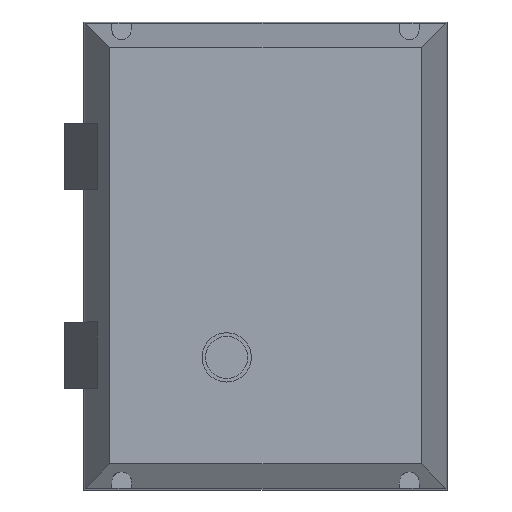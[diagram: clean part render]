
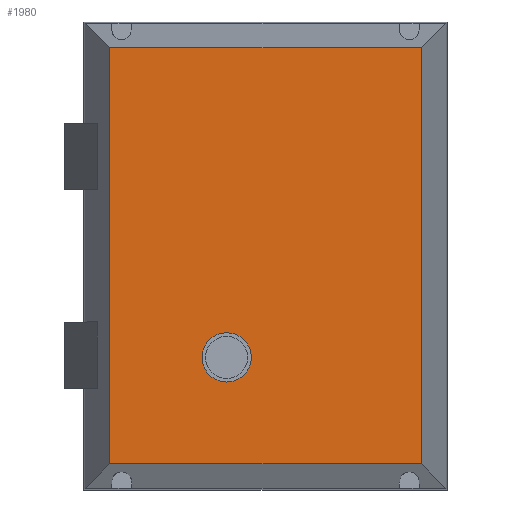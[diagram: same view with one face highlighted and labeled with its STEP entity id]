
A CAD part, top view. The second image highlights one B-rep face of the part: STEP entity #1980.
In plain terms, the highlighted planar face has unit normal (0, 0, 1).
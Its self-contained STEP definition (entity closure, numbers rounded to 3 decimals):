
#1785=CARTESIAN_POINT('',(14.177,-125.823,168.7));
#1786=VERTEX_POINT('',#1785);
#1793=CARTESIAN_POINT('',(14.177,125.823,168.7));
#1794=VERTEX_POINT('',#1793);
#1795=CARTESIAN_POINT('',(14.177,125.823,168.7));
#1796=DIRECTION('',(0.0,-1.0,0.0));
#1797=VECTOR('',#1796,251.646);
#1798=LINE('',#1795,#1797);
#1799=EDGE_CURVE('',#1794,#1786,#1798,.T.);
#1875=CARTESIAN_POINT('',(202.823,125.823,168.7));
#1876=VERTEX_POINT('',#1875);
#1883=CARTESIAN_POINT('',(202.823,-125.823,168.7));
#1884=VERTEX_POINT('',#1883);
#1885=CARTESIAN_POINT('',(202.823,-125.823,168.7));
#1886=DIRECTION('',(0.0,1.0,0.0));
#1887=VECTOR('',#1886,251.646);
#1888=LINE('',#1885,#1887);
#1889=EDGE_CURVE('',#1884,#1876,#1888,.T.);
#1947=CARTESIAN_POINT('',(14.177,125.823,168.7));
#1948=DIRECTION('',(1.0,0.0,0.0));
#1949=VECTOR('',#1948,188.645);
#1950=LINE('',#1947,#1949);
#1951=EDGE_CURVE('',#1794,#1876,#1950,.T.);
#1964=CARTESIAN_POINT('',(-1.5,-125.823,168.7));
#1965=DIRECTION('',(0.0,0.0,1.0));
#1966=DIRECTION('',(1.0,0.0,0.0));
#1967=AXIS2_PLACEMENT_3D('',#1964,#1965,#1966);
#1968=PLANE('',#1967);
#1969=ORIENTED_EDGE('',*,*,#1799,.T.);
#1970=CARTESIAN_POINT('',(14.177,-125.823,168.7));
#1971=DIRECTION('',(1.0,0.0,0.0));
#1972=VECTOR('',#1971,188.645);
#1973=LINE('',#1970,#1972);
#1974=EDGE_CURVE('',#1786,#1884,#1973,.T.);
#1975=ORIENTED_EDGE('',*,*,#1974,.T.);
#1976=ORIENTED_EDGE('',*,*,#1889,.T.);
#1977=ORIENTED_EDGE('',*,*,#1951,.F.);
#1978=EDGE_LOOP('',(#1969,#1975,#1976,#1977));
#1979=FACE_OUTER_BOUND('',#1978,.T.);
#1980=ADVANCED_FACE('',(#1979),#1968,.T.);
